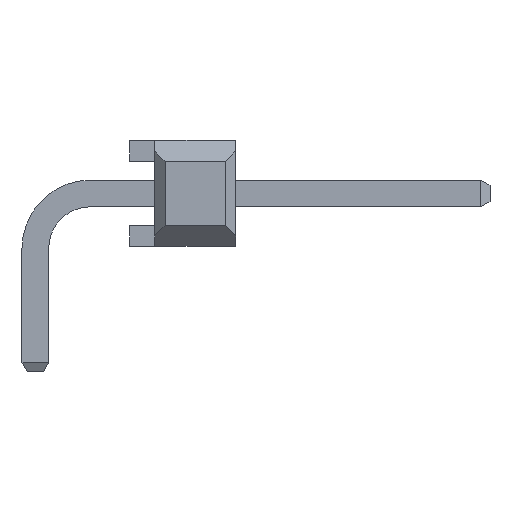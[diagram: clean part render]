
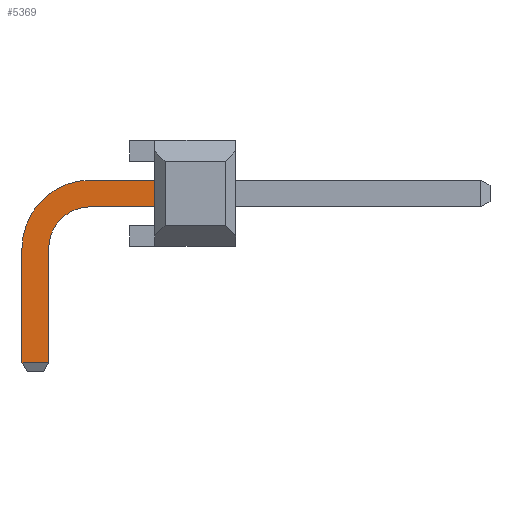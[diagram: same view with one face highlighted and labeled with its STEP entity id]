
A CAD part, left-side view. The second image highlights one B-rep face of the part: STEP entity #5369.
In plain terms, the highlighted planar face has unit normal (-1, 0, 0).
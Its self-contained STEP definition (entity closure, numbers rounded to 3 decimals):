
#56=FACE_OUTER_BOUND('',#364,.T.);
#364=EDGE_LOOP('',(#3418,#3419,#3420,#3421,#3422,#3423,#3424,#3425));
#684=CIRCLE('',#5701,1.64);
#685=CIRCLE('',#5702,1.);
#717=LINE('',#7460,#1445);
#721=LINE('',#7467,#1449);
#726=LINE('',#7478,#1454);
#727=LINE('',#7482,#1455);
#728=LINE('',#7484,#1456);
#729=LINE('',#7486,#1457);
#1445=VECTOR('',#6050,9.363);
#1449=VECTOR('',#6056,9.363);
#1454=VECTOR('',#6065,10.);
#1455=VECTOR('',#6068,2.733);
#1456=VECTOR('',#6069,0.64);
#1457=VECTOR('',#6070,2.733);
#2174=VERTEX_POINT('',#7457);
#2175=VERTEX_POINT('',#7459);
#2176=VERTEX_POINT('',#7463);
#2177=VERTEX_POINT('',#7465);
#2182=VERTEX_POINT('',#7479);
#2183=VERTEX_POINT('',#7481);
#2184=VERTEX_POINT('',#7483);
#2185=VERTEX_POINT('',#7485);
#2651=EDGE_CURVE('',#2174,#2175,#717,.T.);
#2655=EDGE_CURVE('',#2176,#2177,#721,.T.);
#2660=EDGE_CURVE('',#2176,#2174,#726,.T.);
#2661=EDGE_CURVE('',#2177,#2182,#684,.T.);
#2662=EDGE_CURVE('',#2182,#2183,#727,.T.);
#2663=EDGE_CURVE('',#2184,#2183,#728,.T.);
#2664=EDGE_CURVE('',#2185,#2184,#729,.T.);
#2665=EDGE_CURVE('',#2175,#2185,#685,.T.);
#3418=ORIENTED_EDGE('',*,*,#2660,.F.);
#3419=ORIENTED_EDGE('',*,*,#2655,.T.);
#3420=ORIENTED_EDGE('',*,*,#2661,.T.);
#3421=ORIENTED_EDGE('',*,*,#2662,.T.);
#3422=ORIENTED_EDGE('',*,*,#2663,.F.);
#3423=ORIENTED_EDGE('',*,*,#2664,.F.);
#3424=ORIENTED_EDGE('',*,*,#2665,.F.);
#3425=ORIENTED_EDGE('',*,*,#2651,.F.);
#4914=PLANE('',#5700);
#5369=ADVANCED_FACE('',(#56),#4914,.T.);
#5700=AXIS2_PLACEMENT_3D('',#7477,#6063,#6064);
#5701=AXIS2_PLACEMENT_3D('',#7480,#6066,#6067);
#5702=AXIS2_PLACEMENT_3D('',#7487,#6071,#6072);
#6050=DIRECTION('',(0.,-1.,0.));
#6056=DIRECTION('',(0.,-1.,0.));
#6063=DIRECTION('center_axis',(-1.,0.,0.));
#6064=DIRECTION('ref_axis',(0.,0.,-1.));
#6065=DIRECTION('',(0.,0.,1.));
#6066=DIRECTION('center_axis',(-1.,0.,0.));
#6067=DIRECTION('ref_axis',(0.,0.,-1.));
#6068=DIRECTION('',(0.,0.,1.));
#6069=DIRECTION('',(0.,-1.,0.));
#6070=DIRECTION('',(0.,0.,1.));
#6071=DIRECTION('center_axis',(-1.,0.,0.));
#6072=DIRECTION('ref_axis',(0.,0.,-1.));
#7457=CARTESIAN_POINT('',(2.22,-1.94,0.32));
#7459=CARTESIAN_POINT('',(2.22,-3.48,0.32));
#7460=CARTESIAN_POINT('',(2.22,5.883,0.32));
#7463=CARTESIAN_POINT('',(2.22,-1.94,-0.32));
#7465=CARTESIAN_POINT('',(2.22,-3.48,-0.32));
#7467=CARTESIAN_POINT('',(2.22,5.883,-0.32));
#7477=CARTESIAN_POINT('Origin',(2.22,6.1,0.32));
#7478=CARTESIAN_POINT('',(2.22,-1.94,0.16));
#7479=CARTESIAN_POINT('',(2.22,-5.12,1.32));
#7480=CARTESIAN_POINT('Origin',(2.22,-3.48,1.32));
#7481=CARTESIAN_POINT('',(2.22,-5.12,4.053));
#7482=CARTESIAN_POINT('',(2.22,-5.12,1.32));
#7483=CARTESIAN_POINT('',(2.22,-4.48,4.053));
#7484=CARTESIAN_POINT('',(2.22,-4.48,4.053));
#7485=CARTESIAN_POINT('',(2.22,-4.48,1.32));
#7486=CARTESIAN_POINT('',(2.22,-4.48,1.32));
#7487=CARTESIAN_POINT('Origin',(2.22,-3.48,1.32));
